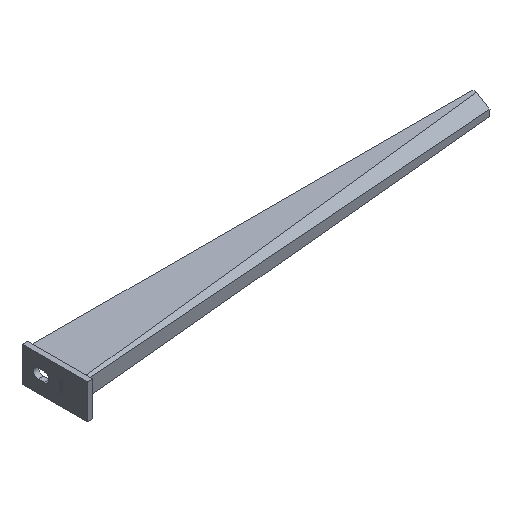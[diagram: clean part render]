
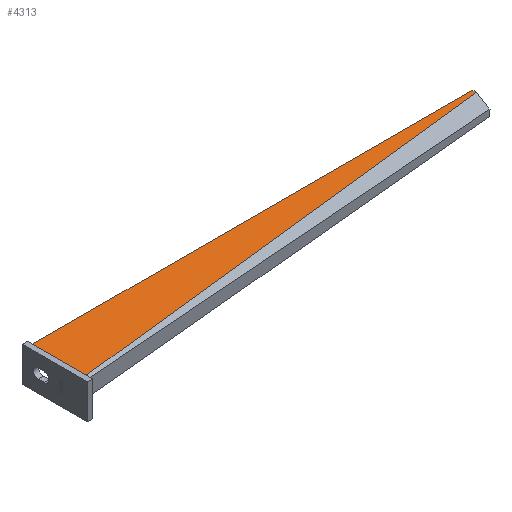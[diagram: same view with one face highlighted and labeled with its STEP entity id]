
A CAD part, isometric view. The second image highlights one B-rep face of the part: STEP entity #4313.
In plain terms, the highlighted planar face has unit normal (0, 0, 1).
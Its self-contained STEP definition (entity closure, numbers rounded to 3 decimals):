
#38 = VERTEX_POINT ( 'NONE', #3954 ) ;
#79 = CARTESIAN_POINT ( 'NONE',  ( 510.011, 8.266, 0. ) ) ;
#115 = LINE ( 'NONE', #1842, #3312 ) ;
#137 = CARTESIAN_POINT ( 'NONE',  ( 0.021, -49.971, 0. ) ) ;
#140 = B_SPLINE_CURVE_WITH_KNOTS ( 'NONE', 3,
 ( #2402, #79, #3948, #3564 ),
 .UNSPECIFIED., .F., .F.,
 ( 4, 4 ),
 ( 0.007, 0.008 ),
 .UNSPECIFIED. ) ;
#341 = ORIENTED_EDGE ( 'NONE', *, *, #791, .T. ) ;
#423 = EDGE_LOOP ( 'NONE', ( #2268, #1482, #1192, #2627, #341, #3644, #4986, #2350 ) ) ;
#470 = CARTESIAN_POINT ( 'NONE',  ( 0.033, -50.276, 0. ) ) ;
#666 = VERTEX_POINT ( 'NONE', #3508 ) ;
#679 = B_SPLINE_CURVE_WITH_KNOTS ( 'NONE', 3,
 ( #3200, #4398, #137, #470 ),
 .UNSPECIFIED., .F., .F.,
 ( 4, 4 ),
 ( 0.007, 0.007 ),
 .UNSPECIFIED. ) ;
#690 = VERTEX_POINT ( 'NONE', #1481 ) ;
#708 = VERTEX_POINT ( 'NONE', #5010 ) ;
#791 = EDGE_CURVE ( 'NONE', #1970, #3176, #1804, .T. ) ;
#799 = EDGE_CURVE ( 'NONE', #708, #2363, #679, .T. ) ;
#810 = CARTESIAN_POINT ( 'NONE',  ( 0.033, -50.276, 0. ) ) ;
#872 = EDGE_CURVE ( 'NONE', #666, #38, #2749, .T. ) ;
#909 = DIRECTION ( 'NONE',  ( 0., -1., 0. ) ) ;
#939 = EDGE_CURVE ( 'NONE', #1160, #2363, #115, .T. ) ;
#973 = VECTOR ( 'NONE', #3983, 1000. ) ;
#1027 = CARTESIAN_POINT ( 'NONE',  ( 0., 0., 0. ) ) ;
#1116 = CARTESIAN_POINT ( 'NONE',  ( 510., 8.571, 0. ) ) ;
#1135 = LINE ( 'NONE', #1027, #3857 ) ;
#1160 = VERTEX_POINT ( 'NONE', #4458 ) ;
#1192 = ORIENTED_EDGE ( 'NONE', *, *, #939, .F. ) ;
#1224 = VECTOR ( 'NONE', #3099, 1000. ) ;
#1234 = CARTESIAN_POINT ( 'NONE',  ( 0., 12.05, 0. ) ) ;
#1316 = LINE ( 'NONE', #3304, #4108 ) ;
#1456 = FACE_OUTER_BOUND ( 'NONE', #423, .T. ) ;
#1465 = DIRECTION ( 'NONE',  ( -0.994, -0.113, 0. ) ) ;
#1481 = CARTESIAN_POINT ( 'NONE',  ( 0., 8.65, 0. ) ) ;
#1482 = ORIENTED_EDGE ( 'NONE', *, *, #799, .T. ) ;
#1582 = EDGE_CURVE ( 'NONE', #1970, #1160, #140, .T. ) ;
#1804 = LINE ( 'NONE', #4909, #1224 ) ;
#1842 = CARTESIAN_POINT ( 'NONE',  ( 5.639, -49.639, 0. ) ) ;
#1970 = VERTEX_POINT ( 'NONE', #1116 ) ;
#2068 = EDGE_CURVE ( 'NONE', #3176, #38, #1316, .T. ) ;
#2245 = DIRECTION ( 'NONE',  ( 0., 0., -1. ) ) ;
#2268 = ORIENTED_EDGE ( 'NONE', *, *, #2502, .T. ) ;
#2350 = ORIENTED_EDGE ( 'NONE', *, *, #2643, .F. ) ;
#2363 = VERTEX_POINT ( 'NONE', #810 ) ;
#2402 = CARTESIAN_POINT ( 'NONE',  ( 510., 8.571, 0. ) ) ;
#2502 = EDGE_CURVE ( 'NONE', #690, #708, #4797, .T. ) ;
#2560 = DIRECTION ( 'NONE',  ( 0., 1., 0. ) ) ;
#2627 = ORIENTED_EDGE ( 'NONE', *, *, #1582, .F. ) ;
#2643 = EDGE_CURVE ( 'NONE', #690, #666, #1135, .T. ) ;
#2651 = DIRECTION ( 'NONE',  ( -1., 0., 0. ) ) ;
#2749 = LINE ( 'NONE', #1234, #973 ) ;
#2997 = PLANE ( 'NONE',  #3753 ) ;
#3099 = DIRECTION ( 'NONE',  ( 0., 1., 0. ) ) ;
#3176 = VERTEX_POINT ( 'NONE', #4412 ) ;
#3200 = CARTESIAN_POINT ( 'NONE',  ( 0., -49.363, 0. ) ) ;
#3304 = CARTESIAN_POINT ( 'NONE',  ( 510., 8.65, 0. ) ) ;
#3312 = VECTOR ( 'NONE', #1465, 1000. ) ;
#3508 = CARTESIAN_POINT ( 'NONE',  ( 0., 12.05, 0. ) ) ;
#3564 = CARTESIAN_POINT ( 'NONE',  ( 510.033, 7.657, 0. ) ) ;
#3644 = ORIENTED_EDGE ( 'NONE', *, *, #2068, .T. ) ;
#3753 = AXIS2_PLACEMENT_3D ( 'NONE', #4176, #2245, #2651 ) ;
#3857 = VECTOR ( 'NONE', #2560, 1000. ) ;
#3948 = CARTESIAN_POINT ( 'NONE',  ( 510.021, 7.962, 0. ) ) ;
#3954 = CARTESIAN_POINT ( 'NONE',  ( 510., 12.05, 0. ) ) ;
#3983 = DIRECTION ( 'NONE',  ( 1., 0., 0. ) ) ;
#4000 = VECTOR ( 'NONE', #909, 1000. ) ;
#4068 = DIRECTION ( 'NONE',  ( 0., 1., 0. ) ) ;
#4108 = VECTOR ( 'NONE', #4068, 1000. ) ;
#4176 = CARTESIAN_POINT ( 'NONE',  ( 0., 0., 0. ) ) ;
#4313 = ADVANCED_FACE ( 'NONE', ( #1456 ), #2997, .F. ) ;
#4398 = CARTESIAN_POINT ( 'NONE',  ( 0.011, -49.667, 0. ) ) ;
#4412 = CARTESIAN_POINT ( 'NONE',  ( 510., 8.65, 0. ) ) ;
#4458 = CARTESIAN_POINT ( 'NONE',  ( 510.033, 7.657, 0. ) ) ;
#4466 = CARTESIAN_POINT ( 'NONE',  ( 0., -50.5, 0. ) ) ;
#4797 = LINE ( 'NONE', #4466, #4000 ) ;
#4909 = CARTESIAN_POINT ( 'NONE',  ( 510., 25., 0. ) ) ;
#4986 = ORIENTED_EDGE ( 'NONE', *, *, #872, .F. ) ;
#5010 = CARTESIAN_POINT ( 'NONE',  ( 0., -49.363, 0. ) ) ;
